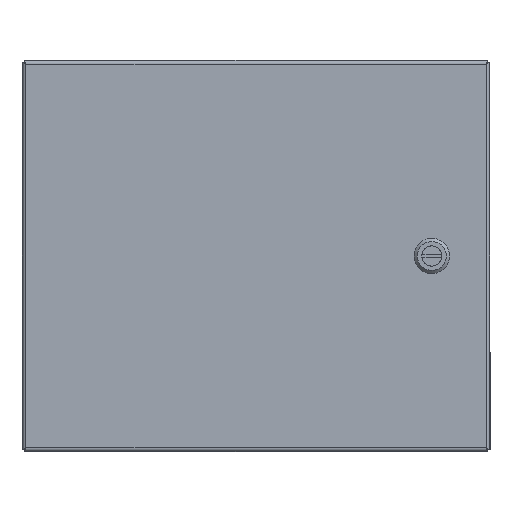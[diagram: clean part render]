
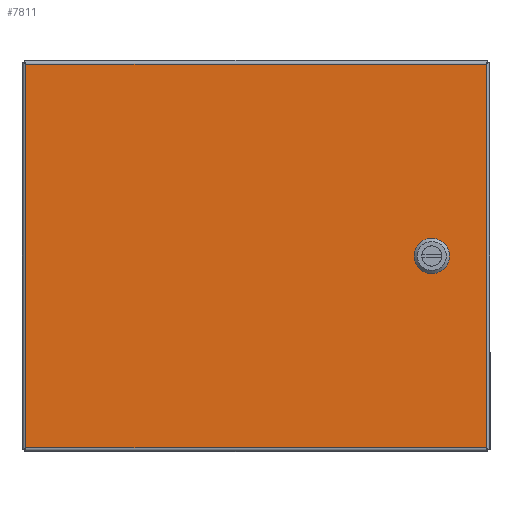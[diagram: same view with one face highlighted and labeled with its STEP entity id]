
A CAD part, front view. The second image highlights one B-rep face of the part: STEP entity #7811.
In plain terms, the highlighted planar face has unit normal (0, -1, 0).
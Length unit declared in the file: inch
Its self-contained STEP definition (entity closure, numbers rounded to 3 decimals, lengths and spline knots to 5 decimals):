
#77 = DIRECTION ( 'NONE',  ( -0.707, 0., -0.707 ) ) ;
#176 = VECTOR ( 'NONE', #18000, 39.37008 ) ;
#344 = VECTOR ( 'NONE', #2419, 39.37008 ) ;
#457 = ORIENTED_EDGE ( 'NONE', *, *, #3050, .T. ) ;
#600 = EDGE_LOOP ( 'NONE', ( #9623, #13792, #10894, #15667 ) ) ;
#1136 = VERTEX_POINT ( 'NONE', #19465 ) ;
#1364 = VERTEX_POINT ( 'NONE', #5056 ) ;
#1463 = CARTESIAN_POINT ( 'NONE',  ( -7.156, -1.796, -12.0665 ) ) ;
#2213 = LINE ( 'NONE', #3728, #7252 ) ;
#2273 = LINE ( 'NONE', #3889, #5075 ) ;
#2316 = DIRECTION ( 'NONE',  ( 0., 0., -1. ) ) ;
#2419 = DIRECTION ( 'NONE',  ( 0., 0., 1. ) ) ;
#2852 = VECTOR ( 'NONE', #21101, 39.37008 ) ;
#3050 = EDGE_CURVE ( 'NONE', #18801, #10542, #4087, .T. ) ;
#3154 = LINE ( 'NONE', #6297, #5693 ) ;
#3339 = VERTEX_POINT ( 'NONE', #3852 ) ;
#3464 = ORIENTED_EDGE ( 'NONE', *, *, #7854, .T. ) ;
#3508 = EDGE_CURVE ( 'NONE', #6458, #10387, #20493, .T. ) ;
#3728 = CARTESIAN_POINT ( 'NONE',  ( -7.156, -1.796, -12.0665 ) ) ;
#3852 = CARTESIAN_POINT ( 'NONE',  ( -7.156, -1.796, -12.0665 ) ) ;
#3889 = CARTESIAN_POINT ( 'NONE',  ( 5.238, -1.796, -6.4905 ) ) ;
#4087 = LINE ( 'NONE', #17314, #16717 ) ;
#4684 = EDGE_CURVE ( 'NONE', #3339, #11547, #18060, .T. ) ;
#4695 = DIRECTION ( 'NONE',  ( 0.707, 0., -0.707 ) ) ;
#4819 = DIRECTION ( 'NONE',  ( 0., 0., -1. ) ) ;
#5056 = CARTESIAN_POINT ( 'NONE',  ( -7.156, -1.796, -0.1235 ) ) ;
#5075 = VECTOR ( 'NONE', #10508, 39.37008 ) ;
#5693 = VECTOR ( 'NONE', #9761, 39.37008 ) ;
#6136 = VECTOR ( 'NONE', #4819, 39.37008 ) ;
#6297 = CARTESIAN_POINT ( 'NONE',  ( 5.238, -1.796, -5.6995 ) ) ;
#6392 = VECTOR ( 'NONE', #4695, 39.37008 ) ;
#6458 = VERTEX_POINT ( 'NONE', #19765 ) ;
#6559 = DIRECTION ( 'NONE',  ( 0., 0., -1. ) ) ;
#6955 = EDGE_LOOP ( 'NONE', ( #14949, #15253, #18189, #10559, #3464, #12387, #14835, #457 ) ) ;
#7252 = VECTOR ( 'NONE', #2316, 39.37008 ) ;
#7811 = ADVANCED_FACE ( 'NONE', ( #7848, #9915 ), #19551, .T. ) ;
#7848 = FACE_OUTER_BOUND ( 'NONE', #600, .T. ) ;
#7854 = EDGE_CURVE ( 'NONE', #9590, #15165, #14912, .T. ) ;
#8067 = DIRECTION ( 'NONE',  ( 0., -1., 0. ) ) ;
#8380 = CARTESIAN_POINT ( 'NONE',  ( 5.0735, -1.796, -6.326 ) ) ;
#8688 = DIRECTION ( 'NONE',  ( -1., 0., 0. ) ) ;
#8934 = CARTESIAN_POINT ( 'NONE',  ( 5.238, -1.796, -6.4905 ) ) ;
#9081 = DIRECTION ( 'NONE',  ( -0.707, 0., 0.707 ) ) ;
#9152 = EDGE_CURVE ( 'NONE', #15165, #18736, #18150, .T. ) ;
#9539 = LINE ( 'NONE', #11394, #176 ) ;
#9590 = VERTEX_POINT ( 'NONE', #14752 ) ;
#9623 = ORIENTED_EDGE ( 'NONE', *, *, #14436, .T. ) ;
#9761 = DIRECTION ( 'NONE',  ( 0.707, 0., 0.707 ) ) ;
#9915 = FACE_BOUND ( 'NONE', #6955, .T. ) ;
#10312 = LINE ( 'NONE', #16931, #15713 ) ;
#10345 = LINE ( 'NONE', #18681, #344 ) ;
#10387 = VERTEX_POINT ( 'NONE', #19646 ) ;
#10508 = DIRECTION ( 'NONE',  ( -1., 0., 0. ) ) ;
#10542 = VERTEX_POINT ( 'NONE', #8380 ) ;
#10559 = ORIENTED_EDGE ( 'NONE', *, *, #16781, .T. ) ;
#10677 = VECTOR ( 'NONE', #77, 39.37008 ) ;
#10894 = ORIENTED_EDGE ( 'NONE', *, *, #18715, .T. ) ;
#11308 = VECTOR ( 'NONE', #18859, 39.37008 ) ;
#11394 = CARTESIAN_POINT ( 'NONE',  ( 7.157, -1.796, -12.0665 ) ) ;
#11547 = VERTEX_POINT ( 'NONE', #13428 ) ;
#11974 = CARTESIAN_POINT ( 'NONE',  ( 5.7, -1.796, -6.4905 ) ) ;
#12260 = CARTESIAN_POINT ( 'NONE',  ( 5.7, -1.796, -5.6995 ) ) ;
#12387 = ORIENTED_EDGE ( 'NONE', *, *, #9152, .T. ) ;
#12487 = EDGE_CURVE ( 'NONE', #18736, #18801, #2273, .T. ) ;
#12812 = CARTESIAN_POINT ( 'NONE',  ( 5.0735, -1.796, -5.864 ) ) ;
#13101 = CARTESIAN_POINT ( 'NONE',  ( -7.156, -1.796, -12.0665 ) ) ;
#13280 = CARTESIAN_POINT ( 'NONE',  ( 5.7, -1.796, -5.6995 ) ) ;
#13428 = CARTESIAN_POINT ( 'NONE',  ( 7.157, -1.796, -12.0665 ) ) ;
#13792 = ORIENTED_EDGE ( 'NONE', *, *, #18077, .T. ) ;
#14405 = CARTESIAN_POINT ( 'NONE',  ( 5.8645, -1.796, -6.326 ) ) ;
#14417 = VERTEX_POINT ( 'NONE', #12812 ) ;
#14436 = EDGE_CURVE ( 'NONE', #11547, #1136, #9539, .T. ) ;
#14455 = EDGE_CURVE ( 'NONE', #14417, #6458, #3154, .T. ) ;
#14579 = CARTESIAN_POINT ( 'NONE',  ( 5.8645, -1.796, -6.326 ) ) ;
#14752 = CARTESIAN_POINT ( 'NONE',  ( 5.8645, -1.796, -5.864 ) ) ;
#14835 = ORIENTED_EDGE ( 'NONE', *, *, #12487, .T. ) ;
#14912 = LINE ( 'NONE', #14579, #6136 ) ;
#14920 = CARTESIAN_POINT ( 'NONE',  ( 5.8645, -1.796, -6.326 ) ) ;
#14949 = ORIENTED_EDGE ( 'NONE', *, *, #18722, .T. ) ;
#15165 = VERTEX_POINT ( 'NONE', #14405 ) ;
#15253 = ORIENTED_EDGE ( 'NONE', *, *, #14455, .T. ) ;
#15667 = ORIENTED_EDGE ( 'NONE', *, *, #4684, .T. ) ;
#15713 = VECTOR ( 'NONE', #8688, 39.37008 ) ;
#16717 = VECTOR ( 'NONE', #9081, 39.37008 ) ;
#16733 = LINE ( 'NONE', #13280, #6392 ) ;
#16781 = EDGE_CURVE ( 'NONE', #10387, #9590, #16733, .T. ) ;
#16931 = CARTESIAN_POINT ( 'NONE',  ( -7.156, -1.796, -0.1235 ) ) ;
#17314 = CARTESIAN_POINT ( 'NONE',  ( 5.0735, -1.796, -6.326 ) ) ;
#18000 = DIRECTION ( 'NONE',  ( 0., 0., 1. ) ) ;
#18060 = LINE ( 'NONE', #13101, #2852 ) ;
#18077 = EDGE_CURVE ( 'NONE', #1136, #1364, #10312, .T. ) ;
#18150 = LINE ( 'NONE', #14920, #10677 ) ;
#18189 = ORIENTED_EDGE ( 'NONE', *, *, #3508, .T. ) ;
#18681 = CARTESIAN_POINT ( 'NONE',  ( 5.0735, -1.796, -5.864 ) ) ;
#18715 = EDGE_CURVE ( 'NONE', #1364, #3339, #2213, .T. ) ;
#18722 = EDGE_CURVE ( 'NONE', #10542, #14417, #10345, .T. ) ;
#18736 = VERTEX_POINT ( 'NONE', #11974 ) ;
#18801 = VERTEX_POINT ( 'NONE', #8934 ) ;
#18859 = DIRECTION ( 'NONE',  ( 1., 0., 0. ) ) ;
#19276 = AXIS2_PLACEMENT_3D ( 'NONE', #1463, #8067, #6559 ) ;
#19465 = CARTESIAN_POINT ( 'NONE',  ( 7.157, -1.796, -0.1235 ) ) ;
#19551 = PLANE ( 'NONE',  #19276 ) ;
#19646 = CARTESIAN_POINT ( 'NONE',  ( 5.7, -1.796, -5.6995 ) ) ;
#19765 = CARTESIAN_POINT ( 'NONE',  ( 5.238, -1.796, -5.6995 ) ) ;
#20493 = LINE ( 'NONE', #12260, #11308 ) ;
#21101 = DIRECTION ( 'NONE',  ( 1., 0., 0. ) ) ;
